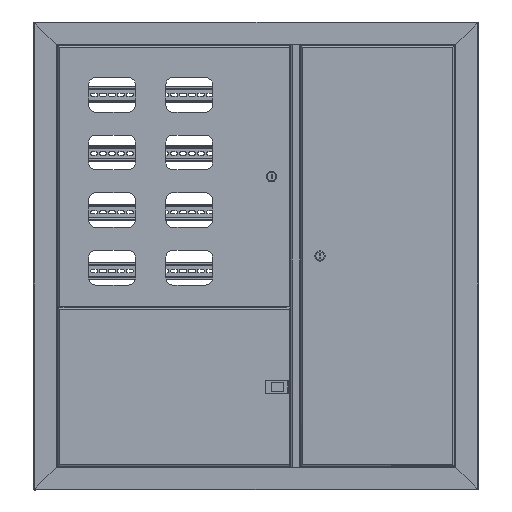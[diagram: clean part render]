
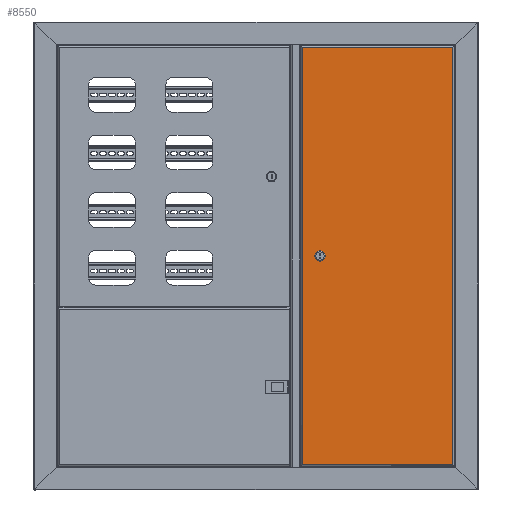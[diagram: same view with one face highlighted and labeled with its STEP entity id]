
A CAD part, top view. The second image highlights one B-rep face of the part: STEP entity #8550.
In plain terms, the highlighted planar face has unit normal (0, 0, 1).
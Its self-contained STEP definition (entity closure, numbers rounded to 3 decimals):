
#972 = CARTESIAN_POINT ( 'NONE',  ( 0., 325.7, 0. ) ) ;
#1524 = FACE_BOUND ( 'NONE', #13287, .T. ) ;
#1637 = CARTESIAN_POINT ( 'NONE',  ( 451.849, 31.5, 0. ) ) ;
#2606 = CARTESIAN_POINT ( 'NONE',  ( 444.551, 31.5, 0. ) ) ;
#3093 = DIRECTION ( 'NONE',  ( 1., 0., 0. ) ) ;
#4005 = CARTESIAN_POINT ( 'NONE',  ( 894.7, 324., 0. ) ) ;
#4947 = CARTESIAN_POINT ( 'NONE',  ( 451.849, 48.5, 0. ) ) ;
#4966 = CARTESIAN_POINT ( 'NONE',  ( 457.45, 40., 0. ) ) ;
#5600 = DIRECTION ( 'NONE',  ( 1., 0., 0. ) ) ;
#6504 = ORIENTED_EDGE ( 'NONE', *, *, #39189, .T. ) ;
#7171 = AXIS2_PLACEMENT_3D ( 'NONE', #33015, #16311, #50248 ) ;
#8212 = VECTOR ( 'NONE', #31843, 1000. ) ;
#8355 = CARTESIAN_POINT ( 'NONE',  ( 894.7, 0., 0. ) ) ;
#8550 = ADVANCED_FACE ( 'NONE', ( #1524, #13980 ), #49037, .F. ) ;
#9162 = CIRCLE ( 'NONE', #39871, 9.25 ) ;
#9166 = VECTOR ( 'NONE', #51618, 1000. ) ;
#9171 = VERTEX_POINT ( 'NONE', #47238 ) ;
#9210 = ORIENTED_EDGE ( 'NONE', *, *, #27793, .T. ) ;
#9470 = VERTEX_POINT ( 'NONE', #15231 ) ;
#9768 = EDGE_LOOP ( 'NONE', ( #23050, #6504, #42434, #9210 ) ) ;
#9885 = CIRCLE ( 'NONE', #7171, 9.25 ) ;
#10973 = CARTESIAN_POINT ( 'NONE',  ( 448.2, 40., 0. ) ) ;
#11265 = DIRECTION ( 'NONE',  ( 1., 0., 0. ) ) ;
#11958 = VERTEX_POINT ( 'NONE', #30394 ) ;
#13287 = EDGE_LOOP ( 'NONE', ( #54960, #28398, #37241, #50955, #26018 ) ) ;
#13323 = LINE ( 'NONE', #30289, #24692 ) ;
#13980 = FACE_OUTER_BOUND ( 'NONE', #9768, .T. ) ;
#14996 = VERTEX_POINT ( 'NONE', #55670 ) ;
#15228 = VECTOR ( 'NONE', #54991, 1000. ) ;
#15231 = CARTESIAN_POINT ( 'NONE',  ( 894.7, 1.7, 0. ) ) ;
#16311 = DIRECTION ( 'NONE',  ( 0., 0., 1. ) ) ;
#16517 = EDGE_CURVE ( 'NONE', #18295, #40096, #38857, .T. ) ;
#16556 = LINE ( 'NONE', #8355, #40916 ) ;
#18295 = VERTEX_POINT ( 'NONE', #4966 ) ;
#20615 = CARTESIAN_POINT ( 'NONE',  ( 448.2, 40., 0. ) ) ;
#21401 = AXIS2_PLACEMENT_3D ( 'NONE', #972, #22726, #35487 ) ;
#22726 = DIRECTION ( 'NONE',  ( 0., 0., -1. ) ) ;
#23050 = ORIENTED_EDGE ( 'NONE', *, *, #25508, .T. ) ;
#23052 = LINE ( 'NONE', #40074, #8212 ) ;
#24692 = VECTOR ( 'NONE', #34282, 1000. ) ;
#25508 = EDGE_CURVE ( 'NONE', #9171, #9470, #29803, .T. ) ;
#26018 = ORIENTED_EDGE ( 'NONE', *, *, #37504, .F. ) ;
#26307 = EDGE_CURVE ( 'NONE', #32273, #33300, #45464, .T. ) ;
#27793 = EDGE_CURVE ( 'NONE', #11958, #9171, #23052, .T. ) ;
#28211 = DIRECTION ( 'NONE',  ( 0., 0., 1. ) ) ;
#28398 = ORIENTED_EDGE ( 'NONE', *, *, #16517, .F. ) ;
#28838 = DIRECTION ( 'NONE',  ( 0., 0., 1. ) ) ;
#29803 = LINE ( 'NONE', #37748, #15228 ) ;
#30289 = CARTESIAN_POINT ( 'NONE',  ( 451.849, 48.5, 0. ) ) ;
#30394 = CARTESIAN_POINT ( 'NONE',  ( 1.7, 324., 0. ) ) ;
#31843 = DIRECTION ( 'NONE',  ( 0., -1., 0. ) ) ;
#32273 = VERTEX_POINT ( 'NONE', #2606 ) ;
#33015 = CARTESIAN_POINT ( 'NONE',  ( 448.2, 40., 0. ) ) ;
#33300 = VERTEX_POINT ( 'NONE', #51576 ) ;
#34282 = DIRECTION ( 'NONE',  ( -1., 0., 0. ) ) ;
#35487 = DIRECTION ( 'NONE',  ( -1., 0., 0. ) ) ;
#37241 = ORIENTED_EDGE ( 'NONE', *, *, #49311, .F. ) ;
#37504 = EDGE_CURVE ( 'NONE', #14996, #32273, #9162, .T. ) ;
#37748 = CARTESIAN_POINT ( 'NONE',  ( 1.7, 1.7, 0. ) ) ;
#38857 = CIRCLE ( 'NONE', #41549, 9.25 ) ;
#39189 = EDGE_CURVE ( 'NONE', #9470, #47234, #16556, .T. ) ;
#39871 = AXIS2_PLACEMENT_3D ( 'NONE', #10973, #28211, #11265 ) ;
#40074 = CARTESIAN_POINT ( 'NONE',  ( 1.7, 324.293, 0. ) ) ;
#40096 = VERTEX_POINT ( 'NONE', #4947 ) ;
#40916 = VECTOR ( 'NONE', #55577, 1000. ) ;
#41549 = AXIS2_PLACEMENT_3D ( 'NONE', #20615, #28838, #3093 ) ;
#42434 = ORIENTED_EDGE ( 'NONE', *, *, #50466, .T. ) ;
#45464 = LINE ( 'NONE', #1637, #53241 ) ;
#46561 = LINE ( 'NONE', #55600, #9166 ) ;
#47234 = VERTEX_POINT ( 'NONE', #4005 ) ;
#47238 = CARTESIAN_POINT ( 'NONE',  ( 1.7, 1.7, 0. ) ) ;
#49037 = PLANE ( 'NONE',  #21401 ) ;
#49311 = EDGE_CURVE ( 'NONE', #33300, #18295, #9885, .T. ) ;
#50248 = DIRECTION ( 'NONE',  ( 1., 0., 0. ) ) ;
#50466 = EDGE_CURVE ( 'NONE', #47234, #11958, #46561, .T. ) ;
#50955 = ORIENTED_EDGE ( 'NONE', *, *, #26307, .F. ) ;
#51576 = CARTESIAN_POINT ( 'NONE',  ( 451.849, 31.5, 0. ) ) ;
#51618 = DIRECTION ( 'NONE',  ( -1., 0., 0. ) ) ;
#53241 = VECTOR ( 'NONE', #5600, 1000. ) ;
#53754 = EDGE_CURVE ( 'NONE', #40096, #14996, #13323, .T. ) ;
#54960 = ORIENTED_EDGE ( 'NONE', *, *, #53754, .F. ) ;
#54991 = DIRECTION ( 'NONE',  ( 1., 0., 0. ) ) ;
#55577 = DIRECTION ( 'NONE',  ( 0., 1., 0. ) ) ;
#55600 = CARTESIAN_POINT ( 'NONE',  ( 894.993, 324., 0. ) ) ;
#55670 = CARTESIAN_POINT ( 'NONE',  ( 444.551, 48.5, 0. ) ) ;
